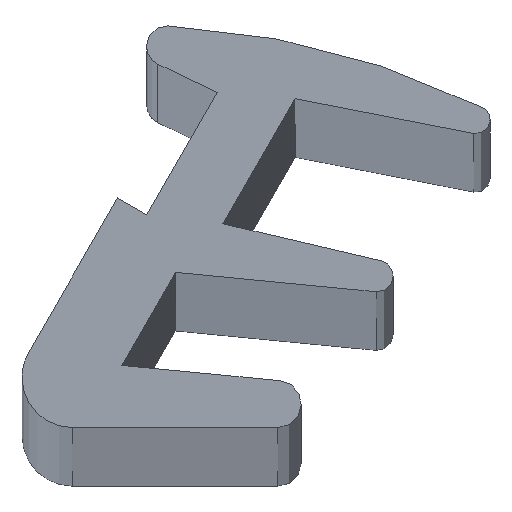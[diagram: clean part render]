
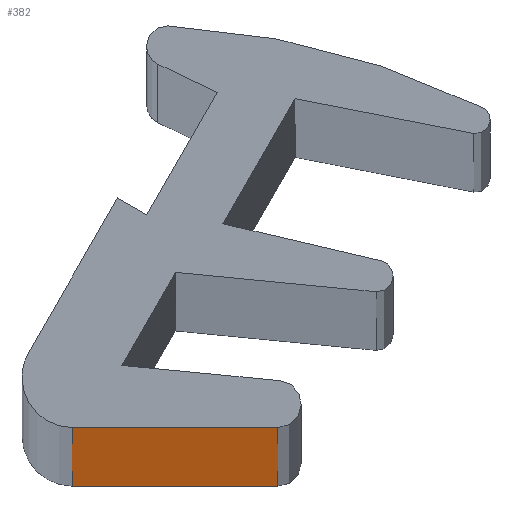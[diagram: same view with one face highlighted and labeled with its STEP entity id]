
A CAD part, top view. The second image highlights one B-rep face of the part: STEP entity #382.
In plain terms, the highlighted planar face has unit normal (0, -1, 0).
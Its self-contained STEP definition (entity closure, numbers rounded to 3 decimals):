
#28 = VERTEX_POINT ( 'NONE', #698 ) ;
#74 = EDGE_CURVE ( 'NONE', #745, #559, #621, .T. ) ;
#78 = EDGE_CURVE ( 'NONE', #365, #28, #770, .T. ) ;
#83 = DIRECTION ( 'NONE',  ( -1., 0., 0. ) ) ;
#88 = CARTESIAN_POINT ( 'NONE',  ( 8.718, 0., 0. ) ) ;
#96 = ORIENTED_EDGE ( 'NONE', *, *, #78, .T. ) ;
#130 = ORIENTED_EDGE ( 'NONE', *, *, #74, .F. ) ;
#161 = CARTESIAN_POINT ( 'NONE',  ( 2.598, 0., 1000. ) ) ;
#170 = CARTESIAN_POINT ( 'NONE',  ( 8.718, 0., 1000. ) ) ;
#180 = CARTESIAN_POINT ( 'NONE',  ( 8.718, 0., 0. ) ) ;
#244 = DIRECTION ( 'NONE',  ( 0., 0., -1. ) ) ;
#257 = LINE ( 'NONE', #275, #551 ) ;
#275 = CARTESIAN_POINT ( 'NONE',  ( 8.718, 0., 1000. ) ) ;
#289 = AXIS2_PLACEMENT_3D ( 'NONE', #650, #609, #83 ) ;
#306 = CARTESIAN_POINT ( 'NONE',  ( 2.598, 0., 1000. ) ) ;
#365 = VERTEX_POINT ( 'NONE', #161 ) ;
#382 = ADVANCED_FACE ( 'NONE', ( #712 ), #470, .F. ) ;
#397 = VECTOR ( 'NONE', #426, 1000. ) ;
#401 = DIRECTION ( 'NONE',  ( 1., 0., 0. ) ) ;
#426 = DIRECTION ( 'NONE',  ( 1., 0., 0. ) ) ;
#433 = CARTESIAN_POINT ( 'NONE',  ( 8.718, 0., 1000. ) ) ;
#470 = PLANE ( 'NONE',  #289 ) ;
#503 = DIRECTION ( 'NONE',  ( 0., 0., -1. ) ) ;
#526 = LINE ( 'NONE', #180, #397 ) ;
#530 = EDGE_CURVE ( 'NONE', #365, #745, #257, .T. ) ;
#551 = VECTOR ( 'NONE', #401, 1000. ) ;
#552 = EDGE_LOOP ( 'NONE', ( #692, #130, #758, #96 ) ) ;
#559 = VERTEX_POINT ( 'NONE', #88 ) ;
#609 = DIRECTION ( 'NONE',  ( 0., 1., 0. ) ) ;
#621 = LINE ( 'NONE', #433, #706 ) ;
#650 = CARTESIAN_POINT ( 'NONE',  ( 8.718, 0., 1000. ) ) ;
#688 = EDGE_CURVE ( 'NONE', #28, #559, #526, .T. ) ;
#692 = ORIENTED_EDGE ( 'NONE', *, *, #688, .T. ) ;
#698 = CARTESIAN_POINT ( 'NONE',  ( 2.598, 0., 0. ) ) ;
#706 = VECTOR ( 'NONE', #503, 1000. ) ;
#712 = FACE_OUTER_BOUND ( 'NONE', #552, .T. ) ;
#745 = VERTEX_POINT ( 'NONE', #170 ) ;
#758 = ORIENTED_EDGE ( 'NONE', *, *, #530, .F. ) ;
#770 = LINE ( 'NONE', #306, #778 ) ;
#778 = VECTOR ( 'NONE', #244, 1000. ) ;
